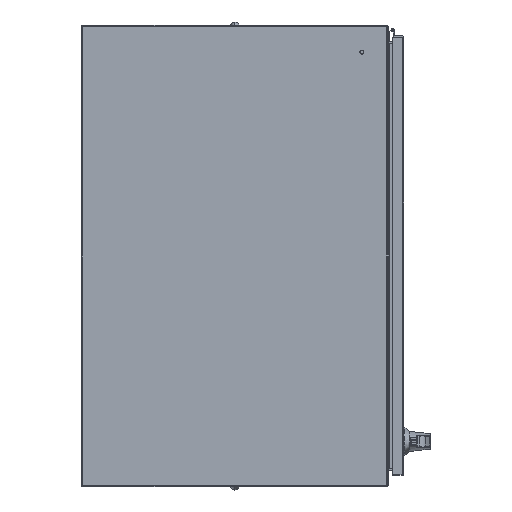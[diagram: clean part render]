
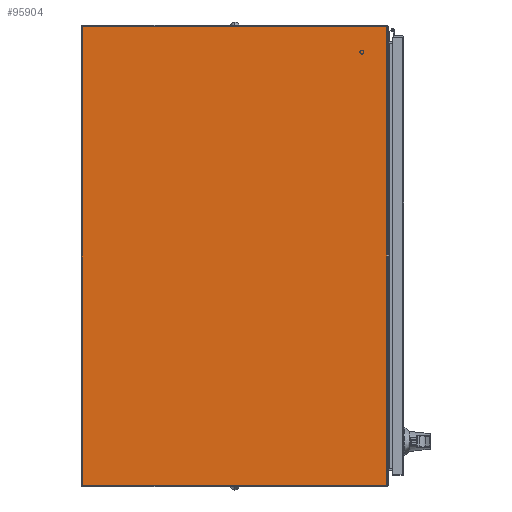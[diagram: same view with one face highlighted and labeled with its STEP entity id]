
A CAD part, front view. The second image highlights one B-rep face of the part: STEP entity #95904.
In plain terms, the highlighted face is planar.
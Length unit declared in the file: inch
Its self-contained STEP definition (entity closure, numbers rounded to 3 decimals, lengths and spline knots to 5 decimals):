
#967 = CARTESIAN_POINT ( 'NONE',  ( -17.935, -12., 0. ) ) ;
#5968 = LINE ( 'NONE', #94843, #63191 ) ;
#11608 = CARTESIAN_POINT ( 'NONE',  ( -17.935, -11.857, 0. ) ) ;
#14028 = VECTOR ( 'NONE', #88444, 39.37008 ) ;
#16526 = ORIENTED_EDGE ( 'NONE', *, *, #97206, .F. ) ;
#18928 = DIRECTION ( 'NONE',  ( 0., 1., 0. ) ) ;
#20135 = ORIENTED_EDGE ( 'NONE', *, *, #67400, .F. ) ;
#20450 = EDGE_CURVE ( 'NONE', #53585, #81066, #91898, .T. ) ;
#22173 = CARTESIAN_POINT ( 'NONE',  ( 17.935, 12., 0. ) ) ;
#23550 = LINE ( 'NONE', #11608, #14028 ) ;
#27503 = VECTOR ( 'NONE', #44730, 39.37008 ) ;
#27774 = ORIENTED_EDGE ( 'NONE', *, *, #20450, .F. ) ;
#29281 = CARTESIAN_POINT ( 'NONE',  ( -17.935, 12., 0. ) ) ;
#44730 = DIRECTION ( 'NONE',  ( -1., 0., 0. ) ) ;
#51799 = ORIENTED_EDGE ( 'NONE', *, *, #92922, .F. ) ;
#53585 = VERTEX_POINT ( 'NONE', #29281 ) ;
#55416 = CARTESIAN_POINT ( 'NONE',  ( 17.935, -11.857, 0. ) ) ;
#57191 = FACE_OUTER_BOUND ( 'NONE', #74440, .T. ) ;
#60771 = CARTESIAN_POINT ( 'NONE',  ( -17.935, 12., 0. ) ) ;
#61798 = VERTEX_POINT ( 'NONE', #22173 ) ;
#63191 = VECTOR ( 'NONE', #18928, 39.37008 ) ;
#67400 = EDGE_CURVE ( 'NONE', #81066, #90103, #23550, .T. ) ;
#71616 = VECTOR ( 'NONE', #76502, 39.37008 ) ;
#74440 = EDGE_LOOP ( 'NONE', ( #20135, #27774, #16526, #51799 ) ) ;
#75238 = LINE ( 'NONE', #60771, #27503 ) ;
#76502 = DIRECTION ( 'NONE',  ( 0., -1., 0. ) ) ;
#80305 = CARTESIAN_POINT ( 'NONE',  ( -17.935, -12., 0. ) ) ;
#80725 = CARTESIAN_POINT ( 'NONE',  ( -17.935, -11.857, 0. ) ) ;
#81066 = VERTEX_POINT ( 'NONE', #80725 ) ;
#86751 = AXIS2_PLACEMENT_3D ( 'NONE', #80305, #87987, #88330 ) ;
#87987 = DIRECTION ( 'NONE',  ( 0., 0., 1. ) ) ;
#88330 = DIRECTION ( 'NONE',  ( 1., 0., 0. ) ) ;
#88444 = DIRECTION ( 'NONE',  ( 1., 0., 0. ) ) ;
#88981 = PLANE ( 'NONE',  #86751 ) ;
#90103 = VERTEX_POINT ( 'NONE', #55416 ) ;
#91898 = LINE ( 'NONE', #967, #71616 ) ;
#92922 = EDGE_CURVE ( 'NONE', #90103, #61798, #5968, .T. ) ;
#94843 = CARTESIAN_POINT ( 'NONE',  ( 17.935, -12., 0. ) ) ;
#95904 = ADVANCED_FACE ( 'NONE', ( #57191 ), #88981, .F. ) ;
#97206 = EDGE_CURVE ( 'NONE', #61798, #53585, #75238, .T. ) ;
